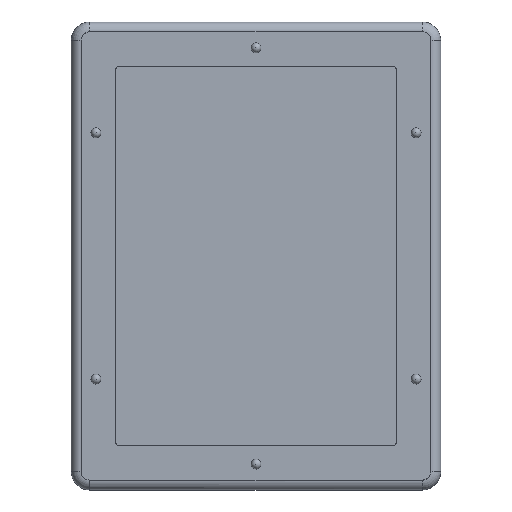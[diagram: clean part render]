
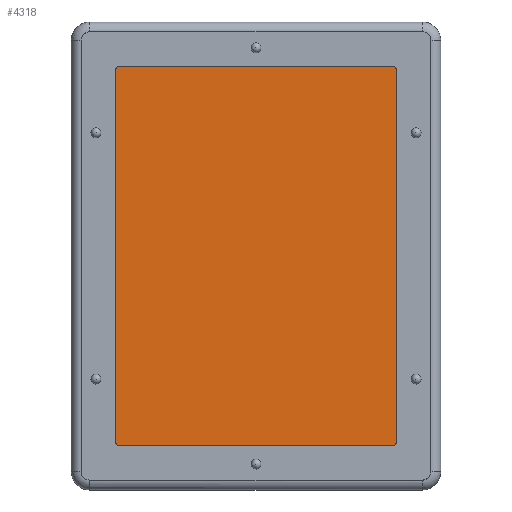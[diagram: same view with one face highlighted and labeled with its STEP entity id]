
A CAD part, top view. The second image highlights one B-rep face of the part: STEP entity #4318.
In plain terms, the highlighted planar face has unit normal (0, 0, 1).
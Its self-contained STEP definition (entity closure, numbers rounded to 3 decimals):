
#8 = DIRECTION ( 'NONE',  ( 0., 0., -1. ) ) ;
#55 = VECTOR ( 'NONE', #2684, 1000. ) ;
#451 = VECTOR ( 'NONE', #4248, 1000. ) ;
#459 = AXIS2_PLACEMENT_3D ( 'NONE', #4421, #3144, #2420 ) ;
#466 = VERTEX_POINT ( 'NONE', #700 ) ;
#521 = EDGE_LOOP ( 'NONE', ( #532, #2014, #825, #3941, #1250, #2290, #4474, #1362 ) ) ;
#532 = ORIENTED_EDGE ( 'NONE', *, *, #4209, .T. ) ;
#687 = LINE ( 'NONE', #4525, #4107 ) ;
#700 = CARTESIAN_POINT ( 'NONE',  ( -55.5, -77., -0.5 ) ) ;
#770 = DIRECTION ( 'NONE',  ( 0., 0., 1. ) ) ;
#825 = ORIENTED_EDGE ( 'NONE', *, *, #1008, .T. ) ;
#1007 = CARTESIAN_POINT ( 'NONE',  ( -57.5, 77., -0.5 ) ) ;
#1008 = EDGE_CURVE ( 'NONE', #466, #3584, #4691, .T. ) ;
#1083 = PLANE ( 'NONE',  #1759 ) ;
#1089 = DIRECTION ( 'NONE',  ( 0., 1., 0. ) ) ;
#1122 = CARTESIAN_POINT ( 'NONE',  ( -57., 77.5, -0.5 ) ) ;
#1130 = VERTEX_POINT ( 'NONE', #1253 ) ;
#1244 = VERTEX_POINT ( 'NONE', #2179 ) ;
#1250 = ORIENTED_EDGE ( 'NONE', *, *, #2151, .T. ) ;
#1253 = CARTESIAN_POINT ( 'NONE',  ( -57., 75.5, -0.5 ) ) ;
#1362 = ORIENTED_EDGE ( 'NONE', *, *, #3847, .T. ) ;
#1500 = VERTEX_POINT ( 'NONE', #4009 ) ;
#1532 = AXIS2_PLACEMENT_3D ( 'NONE', #3528, #3912, #1951 ) ;
#1534 = VECTOR ( 'NONE', #4667, 1000. ) ;
#1537 = CARTESIAN_POINT ( 'NONE',  ( 57., -75.5, -0.5 ) ) ;
#1753 = DIRECTION ( 'NONE',  ( 0., 0., 1. ) ) ;
#1759 = AXIS2_PLACEMENT_3D ( 'NONE', #2347, #8, #5063 ) ;
#1900 = CARTESIAN_POINT ( 'NONE',  ( -57.5, -77., -0.5 ) ) ;
#1926 = CARTESIAN_POINT ( 'NONE',  ( 57., 75.5, -0.5 ) ) ;
#1951 = DIRECTION ( 'NONE',  ( -1., 0., 0. ) ) ;
#1956 = DIRECTION ( 'NONE',  ( -1., 0., 0. ) ) ;
#2014 = ORIENTED_EDGE ( 'NONE', *, *, #4557, .T. ) ;
#2151 = EDGE_CURVE ( 'NONE', #3199, #3843, #687, .T. ) ;
#2175 = AXIS2_PLACEMENT_3D ( 'NONE', #2213, #1753, #4513 ) ;
#2179 = CARTESIAN_POINT ( 'NONE',  ( -57., -75.5, -0.5 ) ) ;
#2213 = CARTESIAN_POINT ( 'NONE',  ( -55.5, -75.5, -0.5 ) ) ;
#2290 = ORIENTED_EDGE ( 'NONE', *, *, #4494, .T. ) ;
#2347 = CARTESIAN_POINT ( 'NONE',  ( -57.5, 77.5, -0.5 ) ) ;
#2420 = DIRECTION ( 'NONE',  ( -1., 0., 0. ) ) ;
#2436 = CIRCLE ( 'NONE', #1532, 1.5 ) ;
#2664 = CIRCLE ( 'NONE', #459, 1.5 ) ;
#2684 = DIRECTION ( 'NONE',  ( -1., 0., 0. ) ) ;
#3077 = CIRCLE ( 'NONE', #2175, 1.5 ) ;
#3144 = DIRECTION ( 'NONE',  ( 0., 0., 1. ) ) ;
#3176 = VERTEX_POINT ( 'NONE', #4164 ) ;
#3199 = VERTEX_POINT ( 'NONE', #1537 ) ;
#3226 = EDGE_CURVE ( 'NONE', #3584, #3199, #2436, .T. ) ;
#3251 = CIRCLE ( 'NONE', #4143, 1.5 ) ;
#3365 = LINE ( 'NONE', #1007, #55 ) ;
#3479 = CARTESIAN_POINT ( 'NONE',  ( -55.5, 75.5, -0.5 ) ) ;
#3508 = EDGE_CURVE ( 'NONE', #3176, #1500, #3365, .T. ) ;
#3518 = FACE_OUTER_BOUND ( 'NONE', #521, .T. ) ;
#3528 = CARTESIAN_POINT ( 'NONE',  ( 55.5, -75.5, -0.5 ) ) ;
#3584 = VERTEX_POINT ( 'NONE', #4212 ) ;
#3843 = VERTEX_POINT ( 'NONE', #1926 ) ;
#3847 = EDGE_CURVE ( 'NONE', #1500, #1130, #3251, .T. ) ;
#3912 = DIRECTION ( 'NONE',  ( 0., 0., 1. ) ) ;
#3941 = ORIENTED_EDGE ( 'NONE', *, *, #3226, .T. ) ;
#4009 = CARTESIAN_POINT ( 'NONE',  ( -55.5, 77., -0.5 ) ) ;
#4107 = VECTOR ( 'NONE', #1089, 1000. ) ;
#4143 = AXIS2_PLACEMENT_3D ( 'NONE', #3479, #770, #1956 ) ;
#4164 = CARTESIAN_POINT ( 'NONE',  ( 55.5, 77., -0.5 ) ) ;
#4209 = EDGE_CURVE ( 'NONE', #1130, #1244, #4602, .T. ) ;
#4212 = CARTESIAN_POINT ( 'NONE',  ( 55.5, -77., -0.5 ) ) ;
#4248 = DIRECTION ( 'NONE',  ( 0., -1., 0. ) ) ;
#4318 = ADVANCED_FACE ( 'NONE', ( #3518 ), #1083, .F. ) ;
#4421 = CARTESIAN_POINT ( 'NONE',  ( 55.5, 75.5, -0.5 ) ) ;
#4474 = ORIENTED_EDGE ( 'NONE', *, *, #3508, .T. ) ;
#4494 = EDGE_CURVE ( 'NONE', #3843, #3176, #2664, .T. ) ;
#4513 = DIRECTION ( 'NONE',  ( -1., 0., 0. ) ) ;
#4525 = CARTESIAN_POINT ( 'NONE',  ( 57., 77.5, -0.5 ) ) ;
#4557 = EDGE_CURVE ( 'NONE', #1244, #466, #3077, .T. ) ;
#4602 = LINE ( 'NONE', #1122, #451 ) ;
#4667 = DIRECTION ( 'NONE',  ( 1., 0., 0. ) ) ;
#4691 = LINE ( 'NONE', #1900, #1534 ) ;
#5063 = DIRECTION ( 'NONE',  ( 1., 0., 0. ) ) ;
